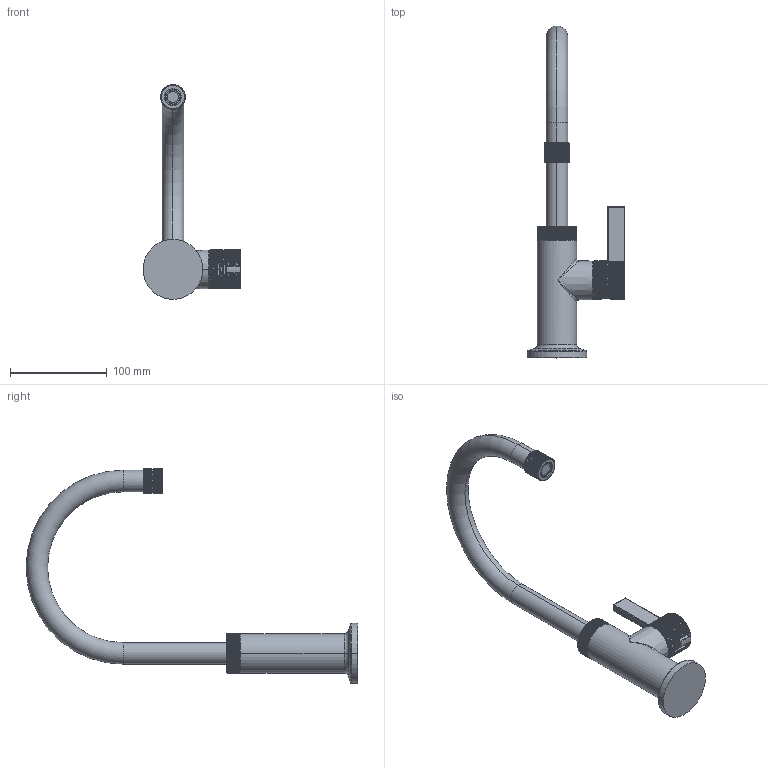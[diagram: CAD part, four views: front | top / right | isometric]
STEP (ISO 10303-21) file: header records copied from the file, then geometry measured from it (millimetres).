
FILE_DESCRIPTION((''),'2;1');
FILE_NAME('3230-5233','2025-04-22T23:18:13',('SwamiS'),(''),'CREO PARAMETRIC BY PTC INC, 2023134','CREO PARAMETRIC BY PTC INC, 2023134','');
FILE_SCHEMA(('CONFIG_CONTROL_DESIGN'));
Length unit declared in the file: inch
Products named in the file (1): 3230-5233
Bounding box: 101.02 x 342.27 x 221.35 mm (x, y, z)
Volume: 407855 mm3; surface area: 77572.5 mm2
Topology: 3 solids, 3 shells, 1125 faces, 3196 edges, 2082 vertices
Faces by surface type: plane 627, cylinder 405, torus 40, cone 29, sphere 16, bspline 8
Entity records: 46880 total; most frequent: CARTESIAN_POINT 19086, ORIENTED_EDGE 6392, DIRECTION 5181, EDGE_CURVE 3196, VERTEX_POINT 2082, AXIS2_PLACEMENT_3D 2028, B_SPLINE_CURVE_WITH_KNOTS 1160, EDGE_LOOP 1150
